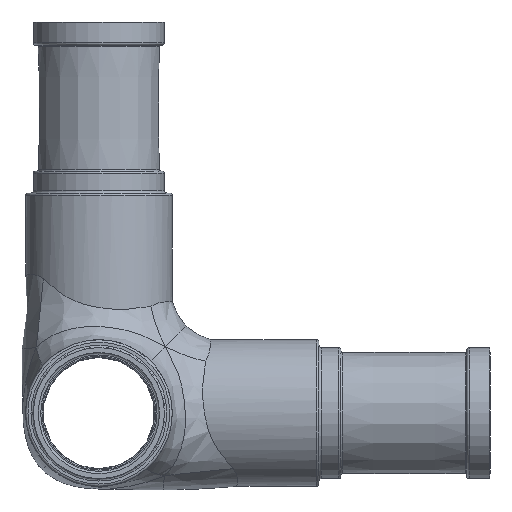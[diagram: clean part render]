
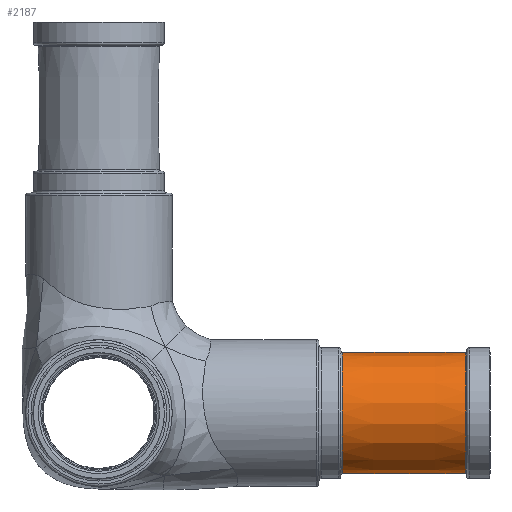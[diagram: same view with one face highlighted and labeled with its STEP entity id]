
A CAD part, left-side view. The second image highlights one B-rep face of the part: STEP entity #2187.
In plain terms, the highlighted conical face has half-angle 0.003 degrees and reference radius 12.399 mm.
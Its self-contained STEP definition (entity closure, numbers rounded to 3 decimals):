
#114=CONICAL_SURFACE('',#2434,12.399,0.);
#158=LINE('',#7284,#210);
#210=VECTOR('',#2950,12.399);
#309=CIRCLE('',#2433,12.4);
#310=CIRCLE('',#2435,12.399);
#587=FACE_OUTER_BOUND('',#754,.T.);
#754=EDGE_LOOP('',(#1756,#1757,#1758,#1759));
#990=VERTEX_POINT('',#7278);
#991=VERTEX_POINT('',#7282);
#1255=EDGE_CURVE('',#990,#990,#309,.T.);
#1256=EDGE_CURVE('',#991,#991,#310,.T.);
#1257=EDGE_CURVE('',#991,#990,#158,.T.);
#1756=ORIENTED_EDGE('',*,*,#1256,.F.);
#1757=ORIENTED_EDGE('',*,*,#1257,.T.);
#1758=ORIENTED_EDGE('',*,*,#1255,.T.);
#1759=ORIENTED_EDGE('',*,*,#1257,.F.);
#2187=ADVANCED_FACE('',(#587),#114,.T.);
#2433=AXIS2_PLACEMENT_3D('',#7280,#2944,#2945);
#2434=AXIS2_PLACEMENT_3D('',#7281,#2946,#2947);
#2435=AXIS2_PLACEMENT_3D('',#7283,#2948,#2949);
#2944=DIRECTION('center_axis',(0.,-1.,0.));
#2945=DIRECTION('ref_axis',(0.,0.,1.));
#2946=DIRECTION('center_axis',(0.,1.,0.));
#2947=DIRECTION('ref_axis',(0.,0.,1.));
#2948=DIRECTION('center_axis',(0.,-1.,0.));
#2949=DIRECTION('ref_axis',(0.,0.,1.));
#2950=DIRECTION('',(0.,1.,0.));
#7278=CARTESIAN_POINT('',(0.,-49.75,-12.4));
#7280=CARTESIAN_POINT('Origin',(0.,-49.75,0.));
#7281=CARTESIAN_POINT('Origin',(0.,-62.375,
0.));
#7282=CARTESIAN_POINT('',(0.,-75.,-12.399));
#7283=CARTESIAN_POINT('Origin',(0.,-75.,
0.));
#7284=CARTESIAN_POINT('',(0.,-62.375,-12.399));
